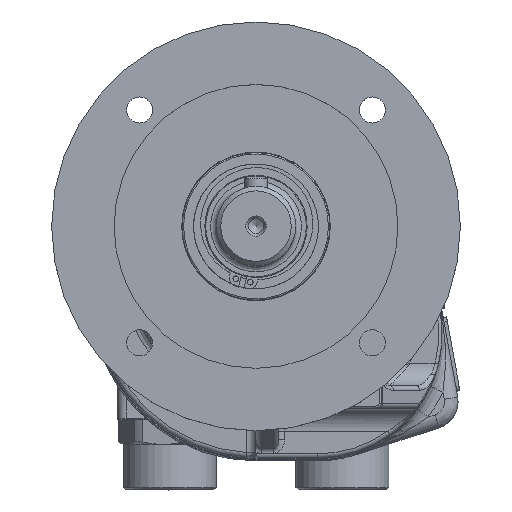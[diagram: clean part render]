
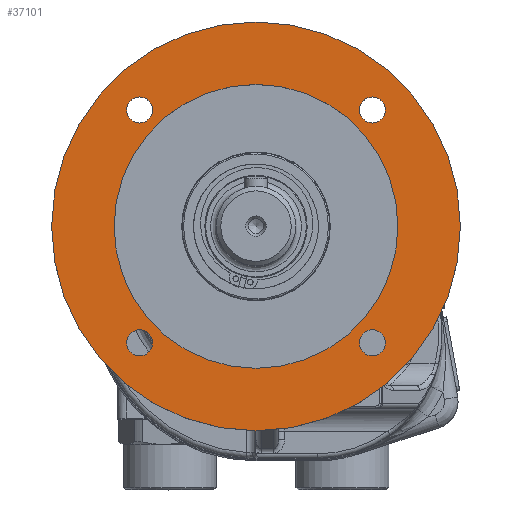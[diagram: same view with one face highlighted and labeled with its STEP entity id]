
A CAD part, top view. The second image highlights one B-rep face of the part: STEP entity #37101.
In plain terms, the highlighted planar face has unit normal (0, 0, 1).
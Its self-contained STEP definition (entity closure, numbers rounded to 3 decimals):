
#37026=CARTESIAN_POINT('',(0.,78.08,200.4));
#37027=VERTEX_POINT('',#37026);
#37028=CARTESIAN_POINT('',(0.,15.58,200.4));
#37029=DIRECTION('',(0.0,0.0,-1.0));
#37030=DIRECTION('',(0.0,1.0,0.0));
#37031=AXIS2_PLACEMENT_3D('',#37028,#37029,#37030);
#37032=CIRCLE('',#37031,62.5);
#37033=EDGE_CURVE('',#37027,#37027,#37032,.T.);
#37038=CARTESIAN_POINT('',(0.,91.83,200.4));
#37039=DIRECTION('',(0.0,0.0,-1.0));
#37040=DIRECTION('',(0.0,-1.0,0.0));
#37041=AXIS2_PLACEMENT_3D('',#37038,#37039,#37040);
#37042=PLANE('',#37041);
#37043=CARTESIAN_POINT('',(0.,105.58,200.4));
#37044=VERTEX_POINT('',#37043);
#37045=CARTESIAN_POINT('',(0.,15.58,200.4));
#37046=DIRECTION('',(0.0,0.0,-1.0));
#37047=DIRECTION('',(0.0,1.0,0.0));
#37048=AXIS2_PLACEMENT_3D('',#37045,#37046,#37047);
#37049=CIRCLE('',#37048,90.);
#37050=EDGE_CURVE('',#37044,#37044,#37049,.T.);
#37051=ORIENTED_EDGE('',*,*,#37050,.F.);
#37052=EDGE_LOOP('',(#37051));
#37053=FACE_OUTER_BOUND('',#37052,.T.);
#37054=CARTESIAN_POINT('',(51.265,-41.435,200.4));
#37055=VERTEX_POINT('',#37054);
#37056=CARTESIAN_POINT('',(51.265,-35.685,200.4));
#37057=DIRECTION('',(0.0,0.0,-1.0));
#37058=DIRECTION('',(0.0,1.0,0.0));
#37059=AXIS2_PLACEMENT_3D('',#37056,#37057,#37058);
#37060=CIRCLE('',#37059,5.75);
#37061=EDGE_CURVE('',#37055,#37055,#37060,.T.);
#37062=ORIENTED_EDGE('',*,*,#37061,.T.);
#37063=EDGE_LOOP('',(#37062));
#37064=FACE_BOUND('',#37063,.T.);
#37065=CARTESIAN_POINT('',(51.265,61.095,200.4));
#37066=VERTEX_POINT('',#37065);
#37067=CARTESIAN_POINT('',(51.265,66.845,200.4));
#37068=DIRECTION('',(0.0,0.0,-1.0));
#37069=DIRECTION('',(0.0,1.0,0.0));
#37070=AXIS2_PLACEMENT_3D('',#37067,#37068,#37069);
#37071=CIRCLE('',#37070,5.75);
#37072=EDGE_CURVE('',#37066,#37066,#37071,.T.);
#37073=ORIENTED_EDGE('',*,*,#37072,.T.);
#37074=EDGE_LOOP('',(#37073));
#37075=FACE_BOUND('',#37074,.T.);
#37076=CARTESIAN_POINT('',(-51.265,-41.435,200.4));
#37077=VERTEX_POINT('',#37076);
#37078=CARTESIAN_POINT('',(-51.265,-35.685,200.4));
#37079=DIRECTION('',(0.0,0.0,-1.0));
#37080=DIRECTION('',(0.0,1.0,0.0));
#37081=AXIS2_PLACEMENT_3D('',#37078,#37079,#37080);
#37082=CIRCLE('',#37081,5.75);
#37083=EDGE_CURVE('',#37077,#37077,#37082,.T.);
#37084=ORIENTED_EDGE('',*,*,#37083,.T.);
#37085=EDGE_LOOP('',(#37084));
#37086=FACE_BOUND('',#37085,.T.);
#37087=CARTESIAN_POINT('',(-51.265,61.095,200.4));
#37088=VERTEX_POINT('',#37087);
#37089=CARTESIAN_POINT('',(-51.265,66.845,200.4));
#37090=DIRECTION('',(0.0,0.0,-1.0));
#37091=DIRECTION('',(0.0,1.0,0.0));
#37092=AXIS2_PLACEMENT_3D('',#37089,#37090,#37091);
#37093=CIRCLE('',#37092,5.75);
#37094=EDGE_CURVE('',#37088,#37088,#37093,.T.);
#37095=ORIENTED_EDGE('',*,*,#37094,.T.);
#37096=EDGE_LOOP('',(#37095));
#37097=FACE_BOUND('',#37096,.T.);
#37098=ORIENTED_EDGE('',*,*,#37033,.T.);
#37099=EDGE_LOOP('',(#37098));
#37100=FACE_BOUND('',#37099,.T.);
#37101=ADVANCED_FACE('',(#37053,#37064,#37075,#37086,#37097,#37100),#37042,.F.);
